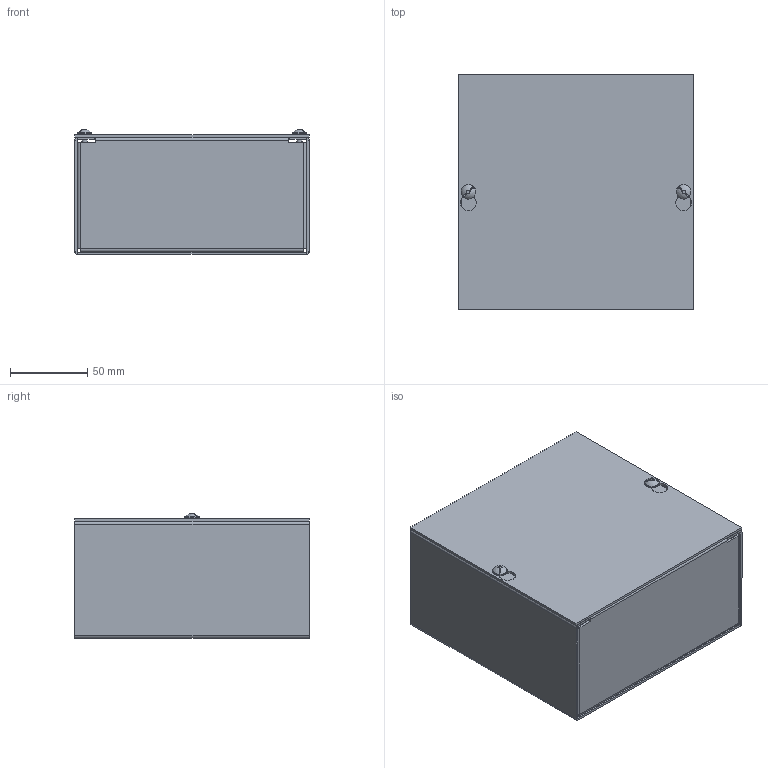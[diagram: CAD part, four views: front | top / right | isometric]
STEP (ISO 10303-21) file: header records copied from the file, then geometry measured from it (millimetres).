
FILE_DESCRIPTION (( 'STEP AP214' ), '1' );
FILE_NAME ('hbjb3954.step', '2016-05-16T20:24:24', ( 'ENG1' ), ( '' ), 'SwSTEP 2.0', 'SolidWorks 2015', '' );
FILE_SCHEMA (( 'AUTOMOTIVE_DESIGN' ));
Length unit declared in the file: inch
Products named in the file (6): hbjb3954; 3944-MS; 3950-C_3954-C; 3950-BA_3954-BA; 3950-EP_3954-EP; 3950-B_3954-B
Assembly tree (7 placements, depth 3):
  hbjb3954
    3950-BA_3954-BA
      3950-B_3954-B
      3950-EP_3954-EP  x2
    3950-C_3954-C
    3944-MS  x2
Bounding box: 152.4 x 152.4 x 81.06 mm (x, y, z)
Volume: 160848.7 mm3; surface area: 208722.3 mm2
Topology: 6 solids, 6 shells, 217 faces, 484 edges, 284 vertices
Faces by surface type: plane 137, cylinder 56, torus 12, cone 8, sphere 4
Entity records: 4556 total; most frequent: DIRECTION 800, CARTESIAN_POINT 707, ORIENTED_EDGE 684, EDGE_CURVE 342, AXIS2_PLACEMENT_3D 295, VECTOR 210, LINE 210, VERTEX_POINT 202
